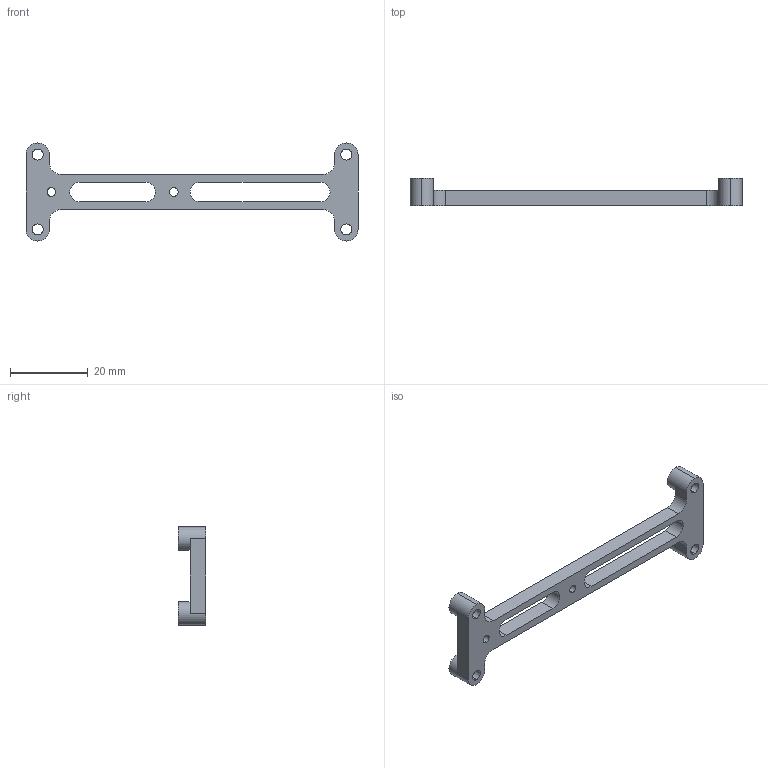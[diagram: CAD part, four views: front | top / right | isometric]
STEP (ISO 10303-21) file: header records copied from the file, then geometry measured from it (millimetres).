
FILE_DESCRIPTION (( 'STEP AP214' ), '1' );
FILE_NAME ('utoc3_mount.STEP', '2022-10-17T09:13:31', ( '' ), ( '' ), 'SwSTEP 2.0', 'SolidWorks 2022', '' );
FILE_SCHEMA (( 'AUTOMOTIVE_DESIGN' ));
Length unit declared in the file: millimetre
Products named in the file (1): utoc3_mount
Bounding box: 85.33 x 7 x 25.23 mm (x, y, z)
Volume: 2804.3 mm3; surface area: 3299.6 mm2
Topology: 1 solids, 1 shells, 56 faces, 156 edges, 104 vertices
Faces by surface type: cylinder 36, plane 20
Entity records: 1906 total; most frequent: DIRECTION 350, CARTESIAN_POINT 317, ORIENTED_EDGE 312, EDGE_CURVE 156, AXIS2_PLACEMENT_3D 137, VERTEX_POINT 104, CIRCLE 80, LINE 76
